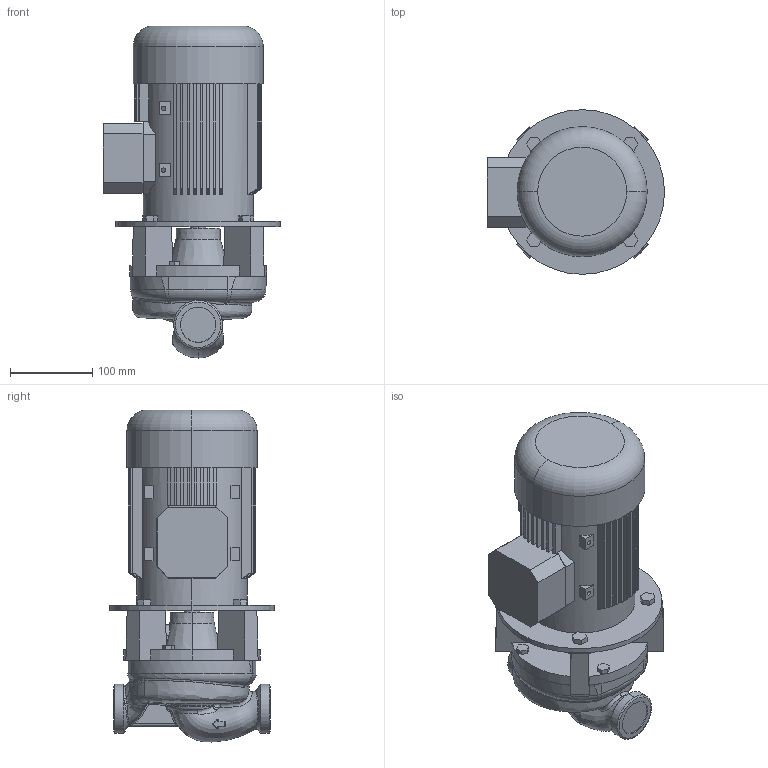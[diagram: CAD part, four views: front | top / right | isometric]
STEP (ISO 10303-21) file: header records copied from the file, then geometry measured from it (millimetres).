
FILE_DESCRIPTION (( 'STEP AP203' ), '1' );
FILE_NAME ('VariA 32-11.STEP', '2014-07-08T08:10:22', ( '' ), ( '' ), 'SwSTEP 2.0', 'SolidWorks 2011', '' );
FILE_SCHEMA (( 'CONFIG_CONTROL_DESIGN' ));
Products named in the file (1): VariA 32-11
Bounding box: 215 x 200 x 403.17 mm (x, y, z)
Volume: 6272086 mm3; surface area: 473456.9 mm2
Topology: 4 solids, 4 shells, 581 faces, 1480 edges, 927 vertices
Faces by surface type: plane 218, bspline 143, cylinder 128, cone 55, torus 33, sphere 4
Entity records: 59894 total; most frequent: CARTESIAN_POINT 46910, ORIENTED_EDGE 2926, DIRECTION 2379, EDGE_CURVE 1463, VERTEX_POINT 927, AXIS2_PLACEMENT_3D 885, EDGE_LOOP 618, LINE 609
